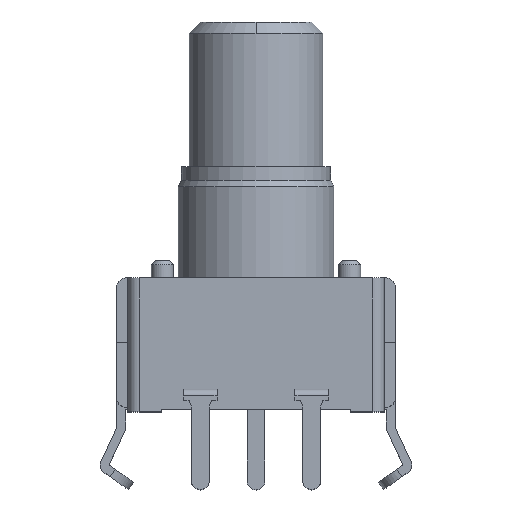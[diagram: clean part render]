
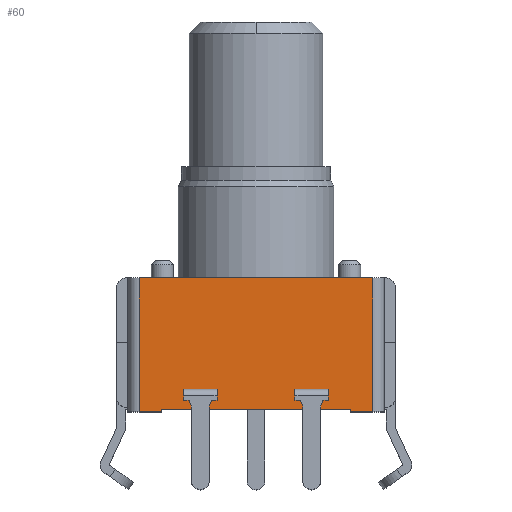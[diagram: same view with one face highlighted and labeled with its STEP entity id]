
A CAD part, top view. The second image highlights one B-rep face of the part: STEP entity #60.
In plain terms, the highlighted planar face has unit normal (0, 0, 1).
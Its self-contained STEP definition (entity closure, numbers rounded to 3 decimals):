
#60=ADVANCED_FACE('',(#278,#279,#280),#281,.T.);
#278=FACE_OUTER_BOUND('',#685,.T.);
#279=FACE_BOUND('',#686,.T.);
#280=FACE_BOUND('',#687,.T.);
#281=PLANE('',#688);
#685=EDGE_LOOP('',(#1190,#1191,#1192,#1193,#1194,#1195,#1196,#1197));
#686=EDGE_LOOP('',(#1198,#1199,#1200,#1201));
#687=EDGE_LOOP('',(#1202,#1203,#1204,#1205));
#688=AXIS2_PLACEMENT_3D('',#1206,#1207,#1208);
#1190=ORIENTED_EDGE('',*,*,#2796,.T.);
#1191=ORIENTED_EDGE('',*,*,#2797,.F.);
#1192=ORIENTED_EDGE('',*,*,#2795,.T.);
#1193=ORIENTED_EDGE('',*,*,#2781,.T.);
#1194=ORIENTED_EDGE('',*,*,#2798,.T.);
#1195=ORIENTED_EDGE('',*,*,#2799,.F.);
#1196=ORIENTED_EDGE('',*,*,#2800,.F.);
#1197=ORIENTED_EDGE('',*,*,#2801,.F.);
#1198=ORIENTED_EDGE('',*,*,#2802,.F.);
#1199=ORIENTED_EDGE('',*,*,#2803,.T.);
#1200=ORIENTED_EDGE('',*,*,#2804,.T.);
#1201=ORIENTED_EDGE('',*,*,#2805,.F.);
#1202=ORIENTED_EDGE('',*,*,#2806,.F.);
#1203=ORIENTED_EDGE('',*,*,#2807,.T.);
#1204=ORIENTED_EDGE('',*,*,#2808,.T.);
#1205=ORIENTED_EDGE('',*,*,#2809,.F.);
#1206=CARTESIAN_POINT('',(-5.75,0.0,6.7));
#1207=DIRECTION('',(0.0,0.0,1.0));
#1208=DIRECTION('',(1.0,0.0,0.0));
#2781=EDGE_CURVE('',#3366,#3364,#3367,.T.);
#2795=EDGE_CURVE('',#3389,#3366,#3393,.T.);
#2796=EDGE_CURVE('',#3394,#3395,#3396,.T.);
#2797=EDGE_CURVE('',#3389,#3395,#3397,.T.);
#2798=EDGE_CURVE('',#3364,#3398,#3399,.T.);
#2799=EDGE_CURVE('',#3400,#3398,#3401,.T.);
#2800=EDGE_CURVE('',#3402,#3400,#3403,.T.);
#2801=EDGE_CURVE('',#3394,#3402,#3404,.T.);
#2802=EDGE_CURVE('',#3405,#3406,#3407,.T.);
#2803=EDGE_CURVE('',#3405,#3408,#3409,.T.);
#2804=EDGE_CURVE('',#3408,#3410,#3411,.T.);
#2805=EDGE_CURVE('',#3406,#3410,#3412,.T.);
#2806=EDGE_CURVE('',#3413,#3414,#3415,.T.);
#2807=EDGE_CURVE('',#3413,#3416,#3417,.T.);
#2808=EDGE_CURVE('',#3416,#3418,#3419,.T.);
#2809=EDGE_CURVE('',#3414,#3418,#3420,.T.);
#3364=VERTEX_POINT('',#4296);
#3366=VERTEX_POINT('',#4298);
#3367=LINE('',#4299,#4300);
#3389=VERTEX_POINT('',#4322);
#3393=LINE('',#4327,#4328);
#3394=VERTEX_POINT('',#4329);
#3395=VERTEX_POINT('',#4330);
#3396=LINE('',#4331,#4332);
#3397=LINE('',#4333,#4334);
#3398=VERTEX_POINT('',#4335);
#3399=LINE('',#4336,#4337);
#3400=VERTEX_POINT('',#4338);
#3401=LINE('',#4339,#4340);
#3402=VERTEX_POINT('',#4341);
#3403=LINE('',#4342,#4343);
#3404=LINE('',#4344,#4345);
#3405=VERTEX_POINT('',#4346);
#3406=VERTEX_POINT('',#4347);
#3407=LINE('',#4348,#4349);
#3408=VERTEX_POINT('',#4350);
#3409=LINE('',#4351,#4352);
#3410=VERTEX_POINT('',#4353);
#3411=LINE('',#4354,#4355);
#3412=LINE('',#4356,#4357);
#3413=VERTEX_POINT('',#4358);
#3414=VERTEX_POINT('',#4359);
#3415=LINE('',#4360,#4361);
#3416=VERTEX_POINT('',#4362);
#3417=LINE('',#4363,#4364);
#3418=VERTEX_POINT('',#4365);
#3419=LINE('',#4366,#4367);
#3420=LINE('',#4368,#4369);
#4296=CARTESIAN_POINT('',(-5.25,6.,6.7));
#4298=CARTESIAN_POINT('',(5.25,6.,6.7));
#4299=CARTESIAN_POINT('',(5.25,6.,6.7));
#4300=VECTOR('',#5561,10.5);
#4322=CARTESIAN_POINT('',(5.25,0.0,6.7));
#4327=CARTESIAN_POINT('',(5.25,0.0,6.7));
#4328=VECTOR('',#5599,6.);
#4329=CARTESIAN_POINT('',(4.25,0.1,6.7));
#4330=CARTESIAN_POINT('',(4.25,0.0,6.7));
#4331=CARTESIAN_POINT('',(4.25,0.1,6.7));
#4332=VECTOR('',#5600,0.1);
#4333=CARTESIAN_POINT('',(5.25,0.0,6.7));
#4334=VECTOR('',#5601,1.0);
#4335=CARTESIAN_POINT('',(-5.25,0.0,6.7));
#4336=CARTESIAN_POINT('',(-5.25,6.,6.7));
#4337=VECTOR('',#5602,6.);
#4338=CARTESIAN_POINT('',(-4.25,0.0,6.7));
#4339=CARTESIAN_POINT('',(-4.25,0.0,6.7));
#4340=VECTOR('',#5603,1.0);
#4341=CARTESIAN_POINT('',(-4.25,0.1,6.7));
#4342=CARTESIAN_POINT('',(-4.25,0.1,6.7));
#4343=VECTOR('',#5604,0.1);
#4344=CARTESIAN_POINT('',(4.25,0.1,6.7));
#4345=VECTOR('',#5605,8.5);
#4346=CARTESIAN_POINT('',(-1.75,0.7,6.7));
#4347=CARTESIAN_POINT('',(-1.75,1.,6.7));
#4348=CARTESIAN_POINT('',(-1.75,0.7,6.7));
#4349=VECTOR('',#5606,0.3);
#4350=CARTESIAN_POINT('',(-3.25,0.7,6.7));
#4351=CARTESIAN_POINT('',(-1.75,0.7,6.7));
#4352=VECTOR('',#5607,1.5);
#4353=CARTESIAN_POINT('',(-3.25,1.,6.7));
#4354=CARTESIAN_POINT('',(-3.25,0.7,6.7));
#4355=VECTOR('',#5608,0.3);
#4356=CARTESIAN_POINT('',(-1.75,1.,6.7));
#4357=VECTOR('',#5609,1.5);
#4358=CARTESIAN_POINT('',(3.25,0.7,6.7));
#4359=CARTESIAN_POINT('',(3.25,1.,6.7));
#4360=CARTESIAN_POINT('',(3.25,0.7,6.7));
#4361=VECTOR('',#5610,0.3);
#4362=CARTESIAN_POINT('',(1.75,0.7,6.7));
#4363=CARTESIAN_POINT('',(3.25,0.7,6.7));
#4364=VECTOR('',#5611,1.5);
#4365=CARTESIAN_POINT('',(1.75,1.,6.7));
#4366=CARTESIAN_POINT('',(1.75,0.7,6.7));
#4367=VECTOR('',#5612,0.3);
#4368=CARTESIAN_POINT('',(3.25,1.,6.7));
#4369=VECTOR('',#5613,1.5);
#5561=DIRECTION('',(-1.0,0.0,0.0));
#5599=DIRECTION('',(0.0,1.0,0.0));
#5600=DIRECTION('',(0.0,-1.0,0.0));
#5601=DIRECTION('',(-1.0,0.0,0.0));
#5602=DIRECTION('',(0.0,-1.0,0.0));
#5603=DIRECTION('',(-1.0,0.0,0.0));
#5604=DIRECTION('',(0.0,-1.0,0.0));
#5605=DIRECTION('',(-1.0,0.0,0.0));
#5606=DIRECTION('',(0.0,1.0,0.0));
#5607=DIRECTION('',(-1.0,0.0,0.0));
#5608=DIRECTION('',(0.0,1.0,0.0));
#5609=DIRECTION('',(-1.0,0.0,0.0));
#5610=DIRECTION('',(0.0,1.0,0.0));
#5611=DIRECTION('',(-1.0,0.0,0.0));
#5612=DIRECTION('',(0.0,1.0,0.0));
#5613=DIRECTION('',(-1.0,0.0,0.0));
